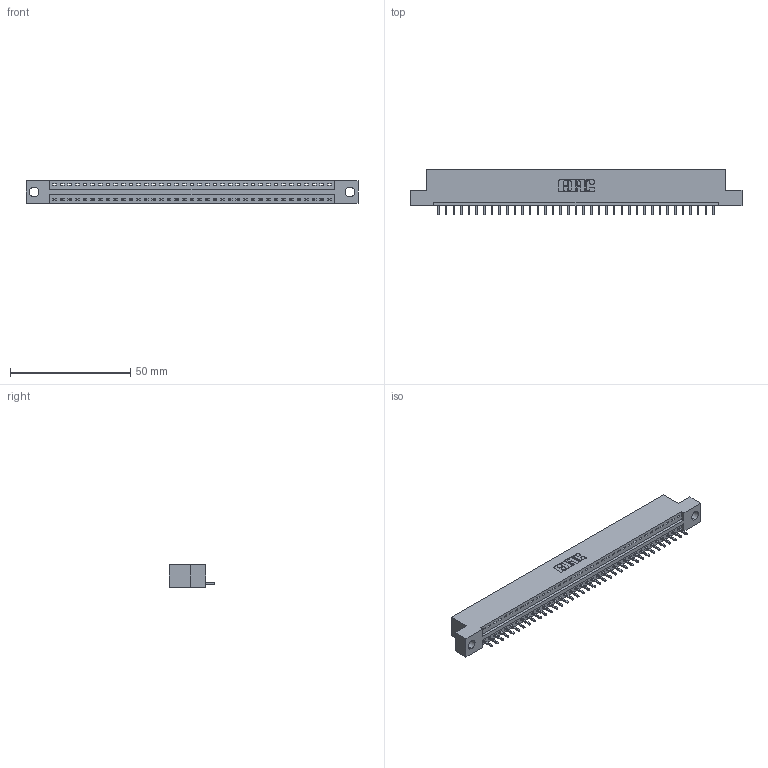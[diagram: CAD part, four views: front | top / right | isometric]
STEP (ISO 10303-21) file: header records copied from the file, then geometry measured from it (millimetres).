
FILE_DESCRIPTION (( 'STEP AP203' ), '1' );
FILE_NAME ('346-037-521-104.STEP', '2022-05-07T02:22:31', ( '' ), ( '' ), 'SwSTEP 2.0', 'SolidWorks 2020', '' );
FILE_SCHEMA (( 'CONFIG_CONTROL_DESIGN' ));
Length unit declared in the file: inch
Products named in the file (3): 346-037-521-104; 345-292-001_345-293-121; 346 Part_Flush Mounting Lugs - 0.156 Dia-TH
Assembly tree (38 placements, depth 2):
  346-037-521-104
    346 Part_Flush Mounting Lugs - 0.156 Dia-TH
    345-292-001_345-293-121  x37
Bounding box: 138.05 x 19.05 x 9.4 mm (x, y, z)
Volume: 12968.7 mm3; surface area: 15573.8 mm2
Topology: 38 solids, 38 shells, 2282 faces, 6877 edges, 4534 vertices
Faces by surface type: plane 1570, cylinder 712
Entity records: 24073 total; most frequent: CARTESIAN_POINT 4137, ORIENTED_EDGE 4106, DIRECTION 3655, EDGE_CURVE 2053, VECTOR 1773, LINE 1773, VERTEX_POINT 1366, AXIS2_PLACEMENT_3D 941
